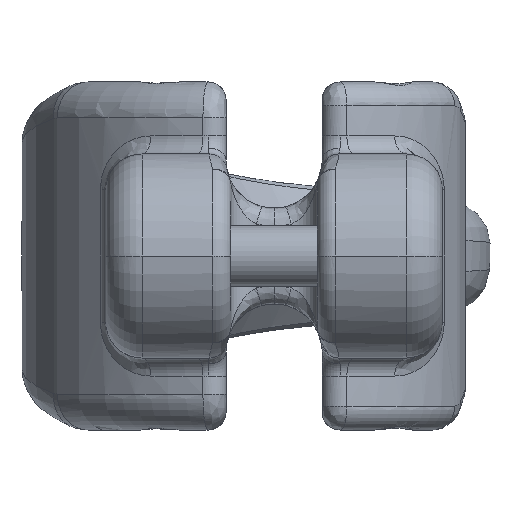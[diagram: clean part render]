
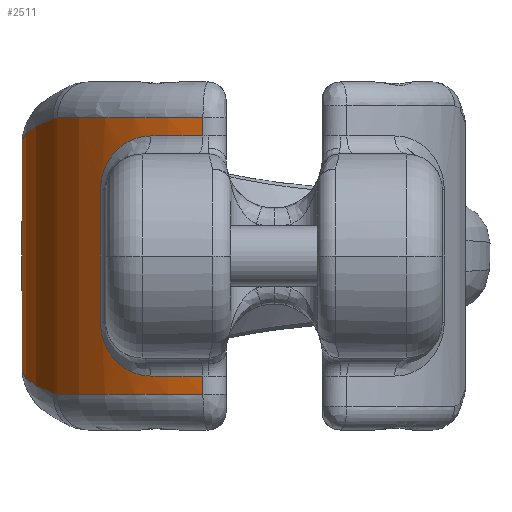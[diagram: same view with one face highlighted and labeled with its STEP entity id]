
A CAD part, front view. The second image highlights one B-rep face of the part: STEP entity #2511.
In plain terms, the highlighted cylindrical face has radius 21 mm (diameter 42 mm), a partial arc.
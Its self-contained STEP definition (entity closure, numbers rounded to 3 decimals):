
#308=ELLIPSE('',#8354,21.383,21.);
#309=ELLIPSE('',#8355,21.383,21.);
#492=LINE('',#11484,#908);
#493=LINE('',#11496,#909);
#494=LINE('',#11507,#910);
#495=LINE('',#11518,#911);
#908=VECTOR('',#9124,1.);
#909=VECTOR('',#9127,1.);
#910=VECTOR('',#9132,1.);
#911=VECTOR('',#9137,1.);
#1398=B_SPLINE_CURVE_WITH_KNOTS('',3,(#11487,#11488,#11489,#11490,#11491,
#11492),.UNSPECIFIED.,.F.,.F.,(4,2,4),(0.,0.5,1.),.UNSPECIFIED.);
#1399=B_SPLINE_CURVE_WITH_KNOTS('',3,(#11500,#11501,#11502,#11503),
 .UNSPECIFIED.,.F.,.F.,(4,4),(0.,1.),.UNSPECIFIED.);
#1400=B_SPLINE_CURVE_WITH_KNOTS('',3,(#11511,#11512,#11513,#11514),
 .UNSPECIFIED.,.F.,.F.,(4,4),(0.,1.),.UNSPECIFIED.);
#1401=B_SPLINE_CURVE_WITH_KNOTS('',3,(#11522,#11523,#11524,#11525,#11526,
#11527),.UNSPECIFIED.,.F.,.F.,(4,2,4),(0.,0.5,1.),.UNSPECIFIED.);
#2024=FACE_OUTER_BOUND('',#3148,.T.);
#2511=ADVANCED_FACE('',(#2024),#2997,.T.);
#2997=CYLINDRICAL_SURFACE('',#8358,21.);
#3148=EDGE_LOOP('',(#3840,#3841,#3842,#3843,#3844,#3845,#3846,#3847,#3848,
#3849,#3850,#3851,#3852,#3853));
#3840=ORIENTED_EDGE('',*,*,#7026,.T.);
#3841=ORIENTED_EDGE('',*,*,#7027,.T.);
#3842=ORIENTED_EDGE('',*,*,#7028,.T.);
#3843=ORIENTED_EDGE('',*,*,#7029,.T.);
#3844=ORIENTED_EDGE('',*,*,#7030,.T.);
#3845=ORIENTED_EDGE('',*,*,#7031,.T.);
#3846=ORIENTED_EDGE('',*,*,#7032,.T.);
#3847=ORIENTED_EDGE('',*,*,#7033,.F.);
#3848=ORIENTED_EDGE('',*,*,#7034,.F.);
#3849=ORIENTED_EDGE('',*,*,#7035,.F.);
#3850=ORIENTED_EDGE('',*,*,#7036,.F.);
#3851=ORIENTED_EDGE('',*,*,#7037,.F.);
#3852=ORIENTED_EDGE('',*,*,#7038,.F.);
#3853=ORIENTED_EDGE('',*,*,#7039,.F.);
#6276=VERTEX_POINT('',#11485);
#6277=VERTEX_POINT('',#11486);
#6278=VERTEX_POINT('',#11493);
#6279=VERTEX_POINT('',#11495);
#6280=VERTEX_POINT('',#11497);
#6281=VERTEX_POINT('',#11499);
#6282=VERTEX_POINT('',#11504);
#6283=VERTEX_POINT('',#11506);
#6284=VERTEX_POINT('',#11508);
#6285=VERTEX_POINT('',#11510);
#6286=VERTEX_POINT('',#11515);
#6287=VERTEX_POINT('',#11517);
#6288=VERTEX_POINT('',#11519);
#6289=VERTEX_POINT('',#11521);
#7026=EDGE_CURVE('',#6276,#6277,#492,.T.);
#7027=EDGE_CURVE('',#6277,#6278,#1398,.T.);
#7028=EDGE_CURVE('',#6278,#6279,#8066,.T.);
#7029=EDGE_CURVE('',#6279,#6280,#493,.T.);
#7030=EDGE_CURVE('',#6280,#6281,#8067,.T.);
#7031=EDGE_CURVE('',#6281,#6282,#1399,.T.);
#7032=EDGE_CURVE('',#6282,#6283,#308,.T.);
#7033=EDGE_CURVE('',#6284,#6283,#494,.T.);
#7034=EDGE_CURVE('',#6285,#6284,#309,.T.);
#7035=EDGE_CURVE('',#6286,#6285,#1400,.T.);
#7036=EDGE_CURVE('',#6287,#6286,#8068,.T.);
#7037=EDGE_CURVE('',#6288,#6287,#495,.T.);
#7038=EDGE_CURVE('',#6289,#6288,#8069,.T.);
#7039=EDGE_CURVE('',#6276,#6289,#1401,.T.);
#8066=CIRCLE('',#8352,21.);
#8067=CIRCLE('',#8353,21.);
#8068=CIRCLE('',#8356,21.);
#8069=CIRCLE('',#8357,21.);
#8352=AXIS2_PLACEMENT_3D('',#11494,#9125,#9126);
#8353=AXIS2_PLACEMENT_3D('',#11498,#9128,#9129);
#8354=AXIS2_PLACEMENT_3D('',#11505,#9130,#9131);
#8355=AXIS2_PLACEMENT_3D('',#11509,#9133,#9134);
#8356=AXIS2_PLACEMENT_3D('',#11516,#9135,#9136);
#8357=AXIS2_PLACEMENT_3D('',#11520,#9138,#9139);
#8358=AXIS2_PLACEMENT_3D('',#11528,#9140,#9141);
#9124=DIRECTION('',(0.,0.,1.));
#9125=DIRECTION('',(0.,0.,1.));
#9126=DIRECTION('',(1.,0.,0.));
#9127=DIRECTION('',(0.,0.,1.));
#9128=DIRECTION('',(0.,0.,-1.));
#9129=DIRECTION('',(0.,-1.,0.));
#9130=DIRECTION('',(0.,-0.188,-0.982));
#9131=DIRECTION('',(0.,0.982,-0.188));
#9132=DIRECTION('',(0.,0.,1.));
#9133=DIRECTION('',(0.,0.188,-0.982));
#9134=DIRECTION('',(0.,0.982,0.188));
#9135=DIRECTION('',(0.,0.,-1.));
#9136=DIRECTION('',(0.,-1.,0.));
#9137=DIRECTION('',(0.,0.,-1.));
#9138=DIRECTION('',(0.,0.,1.));
#9139=DIRECTION('',(1.,0.,0.));
#9140=DIRECTION('',(0.,0.,1.));
#9141=DIRECTION('',(-1.,0.,0.));
#11484=CARTESIAN_POINT('',(-14.467,-9.222,-25.));
#11485=CARTESIAN_POINT('',(-14.467,-9.222,-5.5));
#11486=CARTESIAN_POINT('',(-14.467,-9.222,5.5));
#11487=CARTESIAN_POINT('',(-14.467,-9.222,5.5));
#11488=CARTESIAN_POINT('',(-14.467,-9.222,6.781));
#11489=CARTESIAN_POINT('',(-13.94,-9.737,7.963));
#11490=CARTESIAN_POINT('',(-12.399,-10.978,9.542));
#11491=CARTESIAN_POINT('',(-11.38,-11.695,10.));
#11492=CARTESIAN_POINT('',(-10.267,-12.319,10.));
#11493=CARTESIAN_POINT('',(-10.267,-12.319,10.));
#11494=CARTESIAN_POINT('',(0.,6.,10.));
#11495=CARTESIAN_POINT('',(-5.923,-14.147,10.));
#11496=CARTESIAN_POINT('',(-5.923,-14.147,25.));
#11497=CARTESIAN_POINT('',(-5.923,-14.147,11.5));
#11498=CARTESIAN_POINT('',(0.,6.,11.5));
#11499=CARTESIAN_POINT('',(-18.063,-4.711,11.5));
#11500=CARTESIAN_POINT('',(-18.063,-4.711,11.5));
#11501=CARTESIAN_POINT('',(-18.164,-4.542,11.5));
#11502=CARTESIAN_POINT('',(-18.262,-4.371,11.484));
#11503=CARTESIAN_POINT('',(-18.356,-4.201,11.452));
#11504=CARTESIAN_POINT('',(-18.356,-4.201,11.452));
#11505=CARTESIAN_POINT('',(0.,6.,9.495));
#11506=CARTESIAN_POINT('',(-21.,6.,9.495));
#11507=CARTESIAN_POINT('',(-21.,6.,-25.));
#11508=CARTESIAN_POINT('',(-21.,6.,-9.495));
#11509=CARTESIAN_POINT('',(0.,6.,-9.495));
#11510=CARTESIAN_POINT('',(-18.356,-4.201,-11.452));
#11511=CARTESIAN_POINT('',(-18.063,-4.711,-11.5));
#11512=CARTESIAN_POINT('',(-18.164,-4.542,-11.5));
#11513=CARTESIAN_POINT('',(-18.262,-4.371,-11.484));
#11514=CARTESIAN_POINT('',(-18.356,-4.201,-11.452));
#11515=CARTESIAN_POINT('',(-18.063,-4.711,-11.5));
#11516=CARTESIAN_POINT('',(0.,6.,-11.5));
#11517=CARTESIAN_POINT('',(-5.923,-14.147,-11.5));
#11518=CARTESIAN_POINT('',(-5.923,-14.147,-25.));
#11519=CARTESIAN_POINT('',(-5.923,-14.147,-10.));
#11520=CARTESIAN_POINT('',(0.,6.,-10.));
#11521=CARTESIAN_POINT('',(-10.267,-12.319,-10.));
#11522=CARTESIAN_POINT('',(-14.467,-9.222,-5.5));
#11523=CARTESIAN_POINT('',(-14.467,-9.222,-6.781));
#11524=CARTESIAN_POINT('',(-13.94,-9.737,-7.963));
#11525=CARTESIAN_POINT('',(-12.399,-10.978,-9.542));
#11526=CARTESIAN_POINT('',(-11.38,-11.695,-10.));
#11527=CARTESIAN_POINT('',(-10.267,-12.319,-10.));
#11528=CARTESIAN_POINT('',(0.,6.,-25.));
